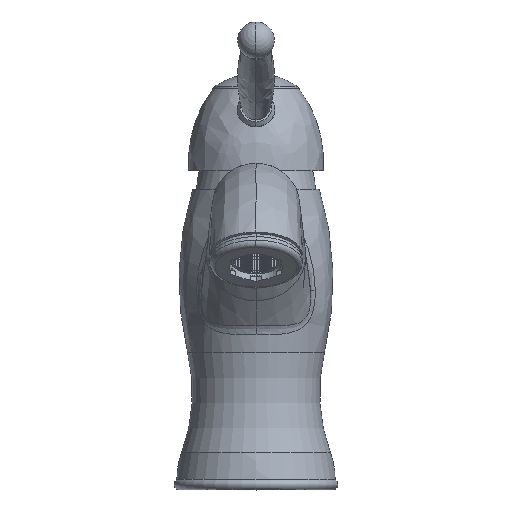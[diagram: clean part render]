
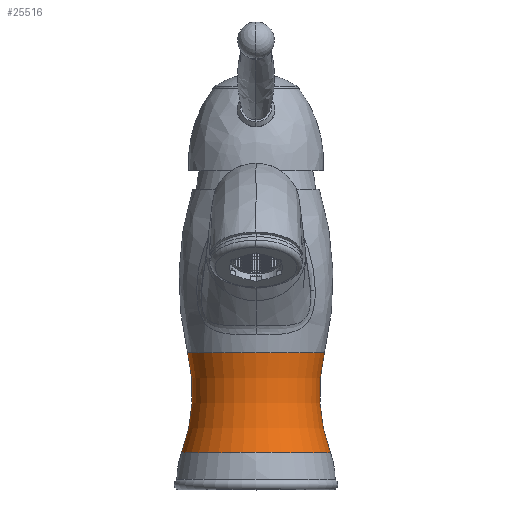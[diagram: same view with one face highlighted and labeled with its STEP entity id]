
A CAD part, top view. The second image highlights one B-rep face of the part: STEP entity #25516.
In plain terms, the highlighted toroidal (fillet/blend) face has major radius 89.442 mm and minor radius 65.3 mm.
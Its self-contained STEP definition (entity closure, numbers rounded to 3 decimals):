
#1240=CARTESIAN_POINT('',(0.,48.013,0.));
#1241=DIRECTION('',(0.,-1.,0.));
#1242=DIRECTION('',(1.,0.,0.));
#1243=AXIS2_PLACEMENT_3D('',#1240,#1241,#1242);
#1395=CARTESIAN_POINT('',(0.,10.121,0.));
#1396=DIRECTION('',(0.,-1.,0.));
#1397=DIRECTION('',(1.,0.,0.));
#1398=AXIS2_PLACEMENT_3D('',#1395,#1396,#1397);
#1400=CARTESIAN_POINT('',(89.442,32.755,
0.));
#1401=DIRECTION('',(0.,0.,-1.));
#1402=DIRECTION('',(-0.938,-0.347,0.));
#1403=AXIS2_PLACEMENT_3D('',#1400,#1401,#1402);
#1405=CARTESIAN_POINT('',(-89.442,32.755,
0.));
#1406=DIRECTION('',(0.,0.,1.));
#1407=DIRECTION('',(0.938,-0.347,0.));
#1408=AXIS2_PLACEMENT_3D('',#1405,#1406,#1407);
#19725=CARTESIAN_POINT('',(28.19,10.121,0.));
#19727=VERTEX_POINT('',#19725);
#19728=CARTESIAN_POINT('',(25.95,48.013,0.));
#19729=VERTEX_POINT('',#19728);
#19733=CARTESIAN_POINT('',(-28.19,10.121,0.));
#19735=VERTEX_POINT('',#19733);
#19736=CARTESIAN_POINT('',(-25.95,48.013,0.));
#19737=VERTEX_POINT('',#19736);
#25502=CARTESIAN_POINT('',(0.,32.755,0.));
#25503=DIRECTION('',(0.,-1.,0.));
#25504=DIRECTION('',(-1.,0.,0.));
#25505=AXIS2_PLACEMENT_3D('',#25502,#25503,#25504);
#25506=TOROIDAL_SURFACE('',#25505,89.442,65.3);
#25508=ORIENTED_EDGE('',*,*,#25507,.F.);
#25510=ORIENTED_EDGE('',*,*,#25509,.T.);
#25512=ORIENTED_EDGE('',*,*,#25511,.T.);
#25513=ORIENTED_EDGE('',*,*,#25474,.F.);
#25514=EDGE_LOOP('',(#25508,#25510,#25512,#25513));
#25515=FACE_OUTER_BOUND('',#25514,.F.);
#25516=ADVANCED_FACE('',(#25515),#25506,.F.);
#1244=CIRCLE('',#1243,25.95);
#1399=CIRCLE('',#1398,28.19);
#1404=CIRCLE('',#1403,65.3);
#1409=CIRCLE('',#1408,65.3);
#25474=EDGE_CURVE('',#19729,#19737,#1244,.T.);
#25507=EDGE_CURVE('',#19727,#19729,#1404,.T.);
#25509=EDGE_CURVE('',#19727,#19735,#1399,.T.);
#25511=EDGE_CURVE('',#19735,#19737,#1409,.T.);
